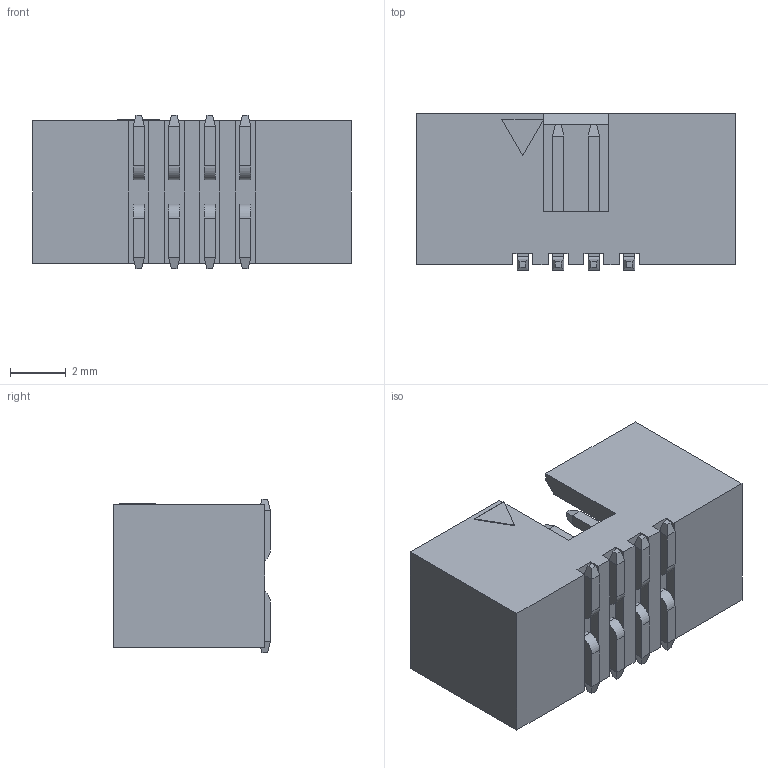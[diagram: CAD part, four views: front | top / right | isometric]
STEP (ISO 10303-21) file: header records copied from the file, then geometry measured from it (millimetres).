
FILE_DESCRIPTION (( 'STEP AP214' ), '1' );
FILE_NAME ('3220-08-0300.STEP', '2017-09-04T07:54:16', ( '' ), ( '' ), 'SwSTEP 2.0', 'SolidWorks 2016', '' );
FILE_SCHEMA (( 'AUTOMOTIVE_DESIGN' ));
Length unit declared in the file: millimetre
Products named in the file (3): 00-T-SMT-8_�� 㬮�砭��; 3220-08-0300; 00-H-8_�� 㬮�砭��
Assembly tree (2 placements, depth 2):
  3220-08-0300
    00-H-8_�� 㬮�砭��
    00-T-SMT-8_�� 㬮�砭��
Bounding box: 11.38 x 5.6 x 5.5 mm (x, y, z)
Volume: 179.2 mm3; surface area: 474.5 mm2
Topology: 9 solids, 9 shells, 184 faces, 428 edges, 262 vertices
Faces by surface type: plane 168, cylinder 16
Entity records: 5237 total; most frequent: CARTESIAN_POINT 879, ORIENTED_EDGE 856, DIRECTION 838, EDGE_CURVE 428, LINE 396, VECTOR 396, VERTEX_POINT 262, AXIS2_PLACEMENT_3D 221
